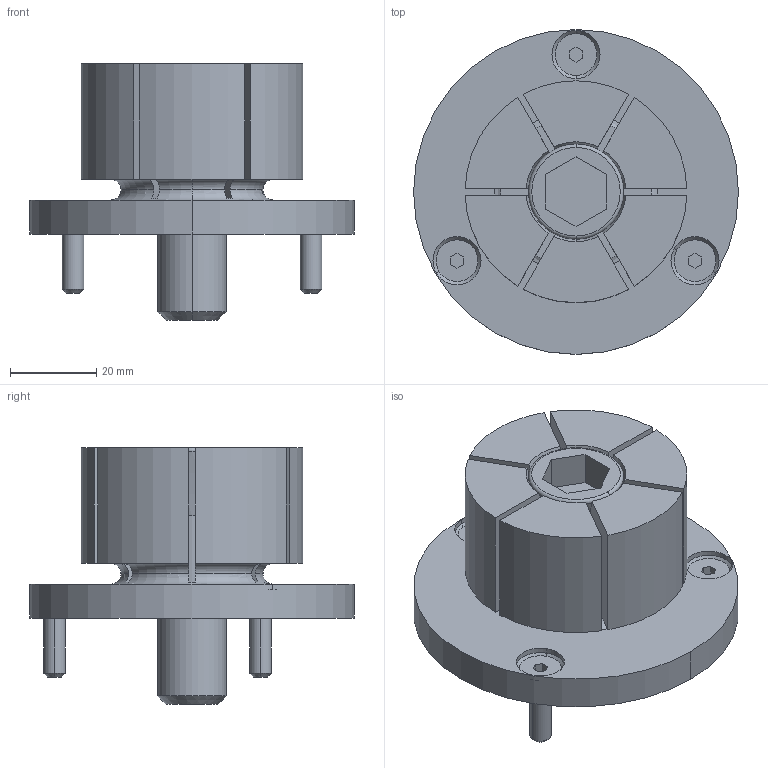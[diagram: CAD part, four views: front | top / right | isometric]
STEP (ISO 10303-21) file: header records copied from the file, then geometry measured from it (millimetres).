
FILE_DESCRIPTION (( 'STEP AP203' ), '1' );
FILE_NAME ('mbid16b.STEP', '2021-10-26T02:39:01', ( '' ), ( '' ), 'SwSTEP 2.0', 'SolidWorks 2020', '' );
FILE_SCHEMA (( 'CONFIG_CONTROL_DESIGN' ));
Length unit declared in the file: millimetre
Products named in the file (6): mbid16b_03; mbid16b_02; mbid16b_04; mbid16b; mbid16b_01; mbid16b_05
Assembly tree (5 placements, depth 2):
  mbid16b
    mbid16b_01
    mbid16b_02
    mbid16b_03
    mbid16b_04
    mbid16b_05
Bounding box: 75.5 x 75.5 x 59.69 mm (x, y, z)
Volume: 94398.9 mm3; surface area: 30513.3 mm2
Topology: 5 solids, 5 shells, 147 faces, 359 edges, 227 vertices
Faces by surface type: plane 69, cylinder 37, cone 29, torus 12
Entity records: 5204 total; most frequent: CARTESIAN_POINT 1055, DIRECTION 770, ORIENTED_EDGE 718, EDGE_CURVE 359, AXIS2_PLACEMENT_3D 292, VERTEX_POINT 227, LINE 186, VECTOR 186
